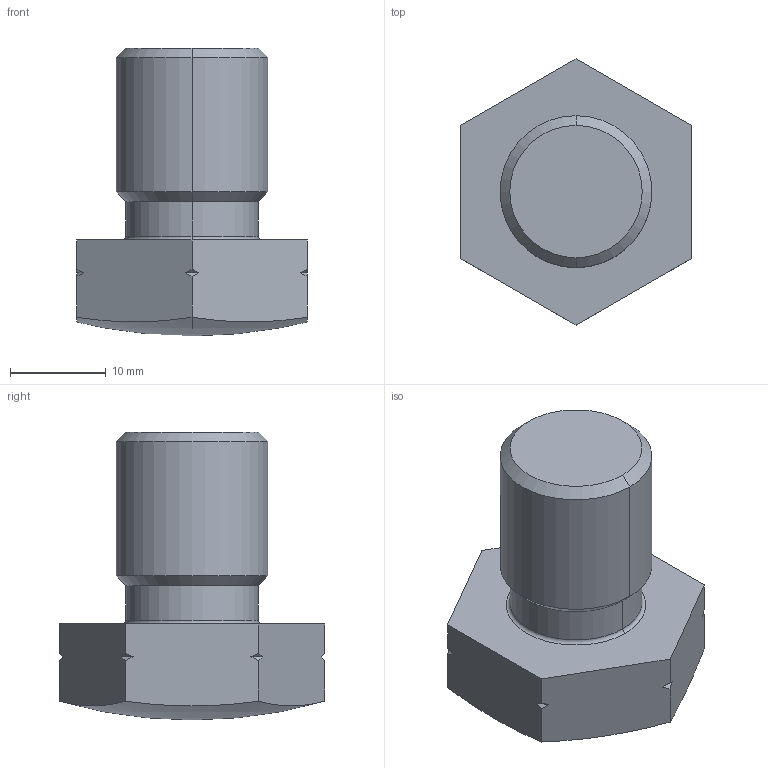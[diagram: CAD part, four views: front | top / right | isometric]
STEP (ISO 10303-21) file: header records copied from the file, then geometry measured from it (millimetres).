
FILE_DESCRIPTION((''),'2;1');
FILE_NAME('ILCM44211600','2012-10-19T',('kr'),(''),'PRO/ENGINEER BY PARAMETRIC TECHNOLOGY CORPORATION, 2007460','PRO/ENGINEER BY PARAMETRIC TECHNOLOGY CORPORATION, 2007460','');
FILE_SCHEMA(('AUTOMOTIVE_DESIGN_CC2 { 1 2 10303 214 -1 1 5 2 }'));
Length unit declared in the file: millimetre
Products named in the file (1): ILCM44211600
Bounding box: 24 x 27.71 x 30 mm (x, y, z)
Volume: 8280.9 mm3; surface area: 3390.5 mm2
Topology: 1 solids, 2 shells, 34 faces, 86 edges, 53 vertices
Faces by surface type: cone 16, plane 8, cylinder 6, torus 2, sphere 2
Entity records: 1450 total; most frequent: CARTESIAN_POINT 268, ORIENTED_EDGE 164, DIRECTION 162, COLOUR_RGB 105, PRESENTATION_STYLE_ASSIGNMENT 86, STYLED_ITEM 86, CURVE_STYLE 84, EDGE_CURVE 84
